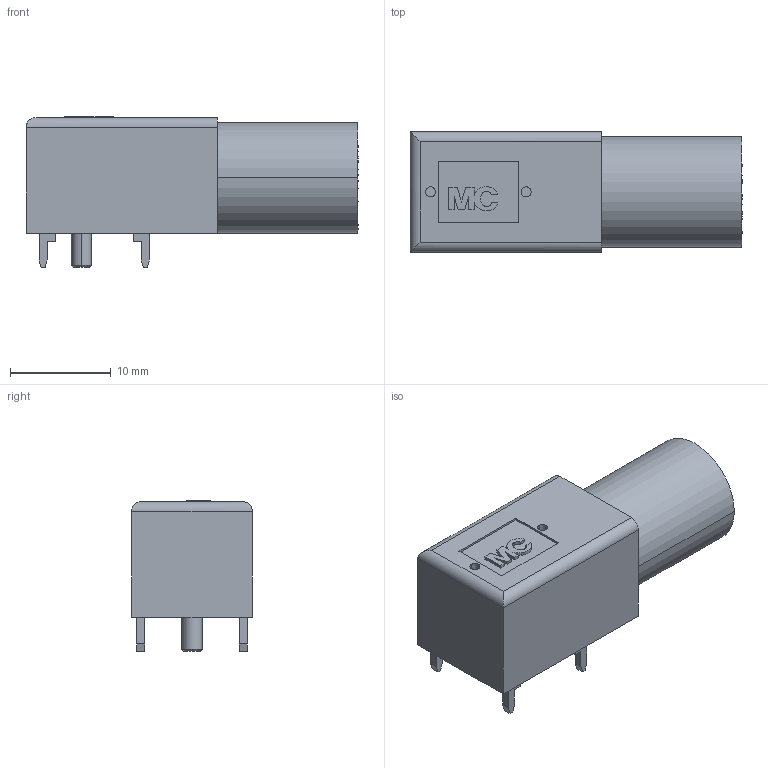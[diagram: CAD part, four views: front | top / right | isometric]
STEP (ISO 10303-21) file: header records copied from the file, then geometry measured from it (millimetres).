
FILE_DESCRIPTION(('FreeCAD Model'),'2;1');
FILE_NAME('Staeubli_23.3200-21_4mm.step','2018-07-30T10:47:30',('kicad StepUp'),( 'ksu MCAD'),'Open CASCADE STEP processor 7.2','FreeCAD','Unknown');
FILE_SCHEMA(('AUTOMOTIVE_DESIGN { 1 0 10303 214 1 1 1 1 }'));
Length unit declared in the file: millimetre
Products named in the file (1): Staeubli_23.3200-21_4mm
Bounding box: 33 x 12 x 15 mm (x, y, z)
Volume: 20.8 mm3; surface area: 2731.2 mm2
Topology: 5 solids, 6 shells, 116 faces, 281 edges, 179 vertices
Faces by surface type: plane 78, cylinder 28, bspline 6, cone 4
Entity records: 4134 total; most frequent: CARTESIAN_POINT 750, ORIENTED_EDGE 548, DIRECTION 528, EDGE_CURVE 274, LINE 196, VECTOR 196, VERTEX_POINT 178, AXIS2_PLACEMENT_3D 166
